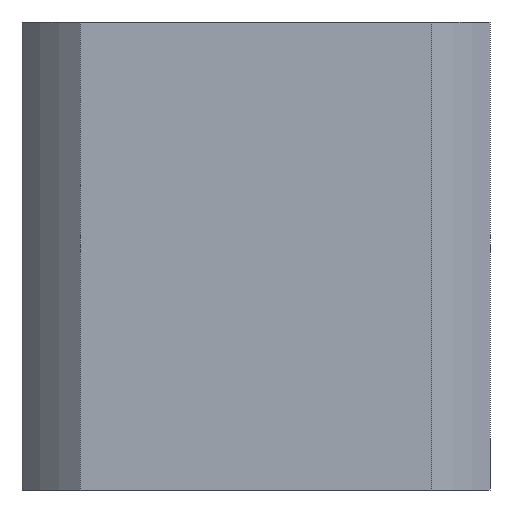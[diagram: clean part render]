
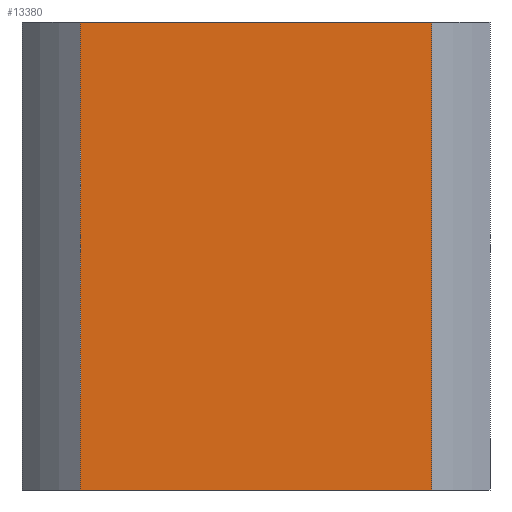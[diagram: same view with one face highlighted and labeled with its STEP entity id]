
A CAD part, left-side view. The second image highlights one B-rep face of the part: STEP entity #13380.
In plain terms, the highlighted planar face has unit normal (-1, 0, 0).
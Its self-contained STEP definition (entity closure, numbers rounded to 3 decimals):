
#312=LINE('',#18772,#864);
#378=LINE('',#19786,#930);
#379=LINE('',#19788,#931);
#380=LINE('',#19790,#932);
#864=VECTOR('',#14556,1000.);
#930=VECTOR('',#14738,1000.);
#931=VECTOR('',#14739,1000.);
#932=VECTOR('',#14740,1000.);
#1913=ORIENTED_EDGE('',*,*,#4627,.F.);
#1914=ORIENTED_EDGE('',*,*,#4821,.T.);
#1915=ORIENTED_EDGE('',*,*,#4822,.T.);
#1916=ORIENTED_EDGE('',*,*,#4823,.T.);
#4627=EDGE_CURVE('',#6087,#6088,#312,.T.);
#4821=EDGE_CURVE('',#6087,#6273,#378,.F.);
#4822=EDGE_CURVE('',#6273,#6274,#379,.T.);
#4823=EDGE_CURVE('',#6274,#6088,#380,.T.);
#6087=VERTEX_POINT('',#18771);
#6088=VERTEX_POINT('',#18773);
#6273=VERTEX_POINT('',#19787);
#6274=VERTEX_POINT('',#19789);
#7657=EDGE_LOOP('',(#1913,#1914,#1915,#1916));
#8337=FACE_BOUND('',#7657,.T.);
#8943=PLANE('',#14005);
#13380=ADVANCED_FACE('',(#8337),#8943,.F.);
#14005=AXIS2_PLACEMENT_3D('',#19785,#14736,#14737);
#14556=DIRECTION('',(0.,-1.,0.));
#14736=DIRECTION('',(1.,0.,0.));
#14737=DIRECTION('',(0.,0.,-1.));
#14738=DIRECTION('',(0.,0.,1.));
#14739=DIRECTION('',(0.,-1.,0.));
#14740=DIRECTION('',(0.,0.,1.));
#18771=CARTESIAN_POINT('',(-10.,7.5,10.));
#18772=CARTESIAN_POINT('',(-10.,10.,10.));
#18773=CARTESIAN_POINT('',(-10.,-7.5,10.));
#19785=CARTESIAN_POINT('',(-10.,10.,10.));
#19786=CARTESIAN_POINT('',(-10.,7.5,-41.437));
#19787=CARTESIAN_POINT('',(-10.,7.5,-10.));
#19788=CARTESIAN_POINT('',(-10.,10.,-10.));
#19789=CARTESIAN_POINT('',(-10.,-7.5,-10.));
#19790=CARTESIAN_POINT('',(-10.,-7.5,-41.437));
